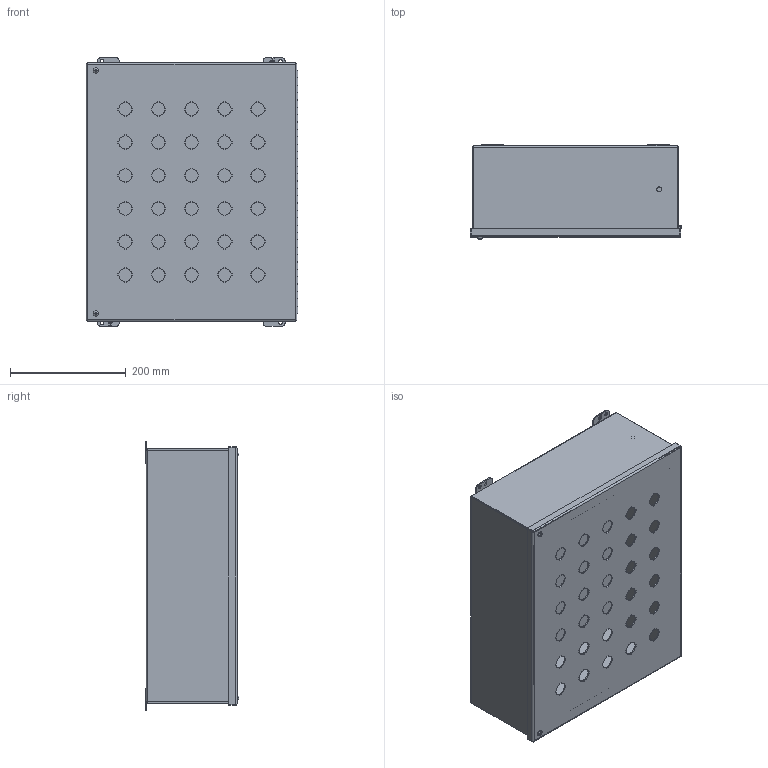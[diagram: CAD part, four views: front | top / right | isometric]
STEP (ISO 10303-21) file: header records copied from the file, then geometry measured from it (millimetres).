
FILE_DESCRIPTION (( 'STEP AP203' ), '1' );
FILE_NAME ('1489MP30_Default.step', '2019-11-12T19:37:16', ( '' ), ( '' ), 'SwSTEP 2.0', 'SolidWorks 2019', '' );
FILE_SCHEMA (( 'CONFIG_CONTROL_DESIGN' ));
Length unit declared in the file: inch
Products named in the file (1): 1489MP30_Default
Bounding box: 365.07 x 161.84 x 463.55 mm (x, y, z)
Volume: 1420991.6 mm3; surface area: 1505588.7 mm2
Topology: 21 solids, 21 shells, 1277 faces, 3714 edges, 2431 vertices
Faces by surface type: plane 894, cylinder 325, cone 40, bspline 14, torus 4
Entity records: 42989 total; most frequent: CARTESIAN_POINT 8499, ORIENTED_EDGE 7408, DIRECTION 6948, EDGE_CURVE 3704, VECTOR 2804, LINE 2804, VERTEX_POINT 2431, AXIS2_PLACEMENT_3D 2072
